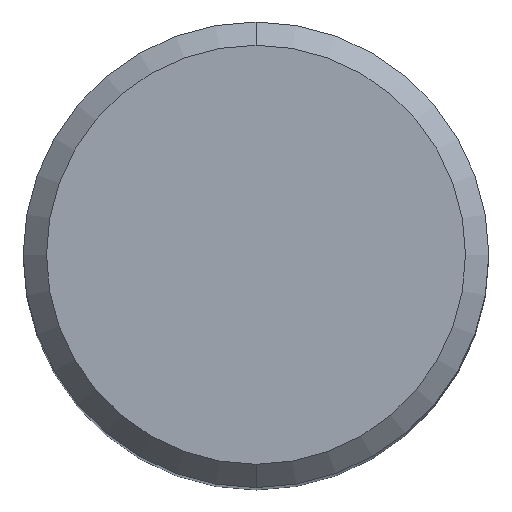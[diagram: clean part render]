
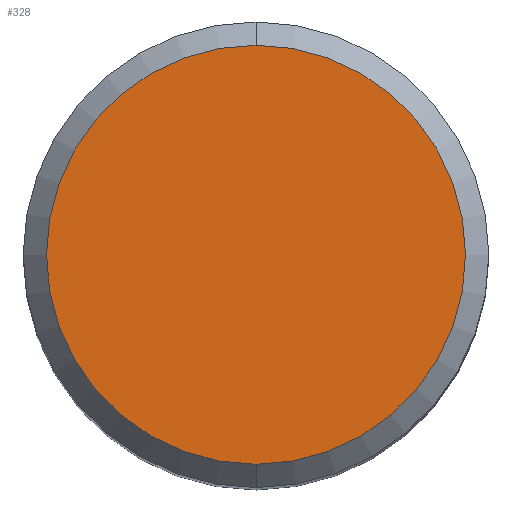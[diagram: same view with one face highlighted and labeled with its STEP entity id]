
A CAD part, top view. The second image highlights one B-rep face of the part: STEP entity #328.
In plain terms, the highlighted planar face has unit normal (0, 0, 1).
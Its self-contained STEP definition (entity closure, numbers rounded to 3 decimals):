
#196=VERTEX_POINT('',#499);
#200=EDGE_CURVE('',#196,#408,#503,.T.);
#328=ADVANCED_FACE('',(#638),#639,.T.);
#336=EDGE_CURVE('',#408,#196,#647,.T.);
#408=VERTEX_POINT('',#730);
#499=CARTESIAN_POINT('',(0.0,7.2,0.0));
#503=CIRCLE('',#853,7.2);
#638=FACE_OUTER_BOUND('',#1239,.T.);
#639=PLANE('',#1240);
#647=CIRCLE('',#1251,7.2);
#730=CARTESIAN_POINT('',(0.,-7.2,0.0));
#853=AXIS2_PLACEMENT_3D('',#1500,#1501,#1502);
#1239=EDGE_LOOP('',(#1616,#1617));
#1240=AXIS2_PLACEMENT_3D('',#1618,#1619,#1620);
#1251=AXIS2_PLACEMENT_3D('',#1622,#1623,#1624);
#1500=CARTESIAN_POINT('',(0.0,0.0,0.0));
#1501=DIRECTION('',(0.0,0.0,-1.0));
#1502=DIRECTION('',(0.0,1.0,0.0));
#1616=ORIENTED_EDGE('',*,*,#200,.F.);
#1617=ORIENTED_EDGE('',*,*,#336,.F.);
#1618=CARTESIAN_POINT('',(0.0,3.6,0.0));
#1619=DIRECTION('',(-0.0,0.0,1.0));
#1620=DIRECTION('',(0.0,-1.0,0.0));
#1622=CARTESIAN_POINT('',(0.0,0.0,0.0));
#1623=DIRECTION('',(0.0,0.0,-1.0));
#1624=DIRECTION('',(0.0,1.0,0.0));
